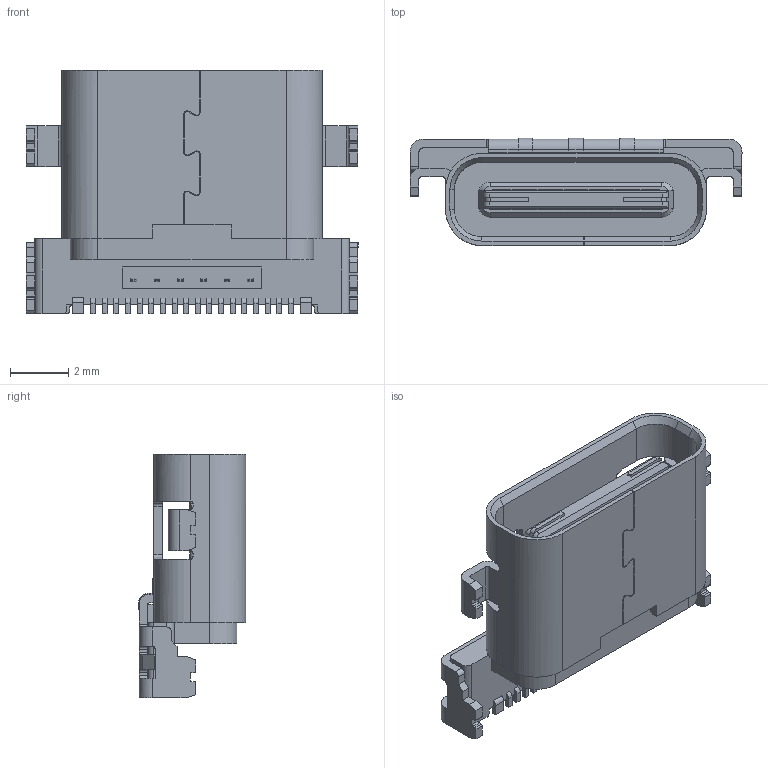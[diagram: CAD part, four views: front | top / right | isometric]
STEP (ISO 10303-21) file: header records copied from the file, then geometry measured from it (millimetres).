
FILE_DESCRIPTION (( 'STEP AP214' ), '1' );
FILE_NAME ('CX70M-24P1.STEP', '2023-05-10T12:21:28', ( '' ), ( '' ), 'SwSTEP 2.0', 'SolidWorks 2017', '' );
FILE_SCHEMA (( 'AUTOMOTIVE_DESIGN' ));
Length unit declared in the file: millimetre
Products named in the file (1): CX70M-24P1
Bounding box: 11.4 x 3.69 x 8.35 mm (x, y, z)
Volume: 118.5 mm3; surface area: 569.8 mm2
Topology: 53 solids, 53 shells, 1128 faces, 3021 edges, 1993 vertices
Faces by surface type: plane 753, cylinder 359, cone 12, bspline 4
Entity records: 36487 total; most frequent: CARTESIAN_POINT 8123, ORIENTED_EDGE 6042, DIRECTION 5317, EDGE_CURVE 3021, LINE 2203, VECTOR 2203, VERTEX_POINT 1993, AXIS2_PLACEMENT_3D 1557
